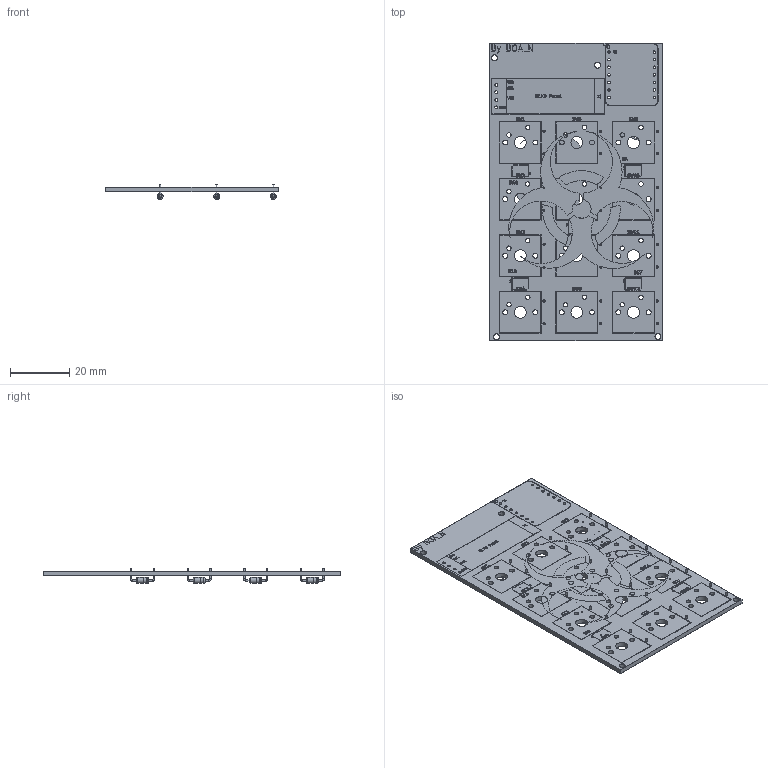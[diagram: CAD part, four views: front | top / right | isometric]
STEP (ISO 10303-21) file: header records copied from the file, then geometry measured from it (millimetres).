
FILE_DESCRIPTION(('KiCad electronic assembly'),'2;1');
FILE_NAME('BioPad.step','2026-01-10T10:27:24',('Pcbnew'),('Kicad'), 'Open CASCADE STEP processor 7.9','KiCad to STEP converter','Unknown' );
FILE_SCHEMA(('AUTOMOTIVE_DESIGN { 1 0 10303 214 1 1 1 1 }'));
Length unit declared in the file: millimetre
Products named in the file (7): BioPad 1; D_DO-35_SOD27_P7.62mm_Horizontal; BioPad_silkscreen; BioPad_soldermask; BioPad_PCB
Assembly tree (17 placements, depth 2):
  BioPad 1
    D_DO-35_SOD27_P7.62mm_Horizontal  x12
    BioPad_silkscreen
    BioPad_silkscreen
    BioPad_soldermask
    BioPad_soldermask
    BioPad_PCB
Bounding box: 57.98 x 100 x 5.01 mm (x, y, z)
Volume: 8507.3 mm3; surface area: 25453.9 mm2
Topology: 25 solids, 158 shells, 456 faces, 4328 edges, 4079 vertices
Faces by surface type: plane 211, cylinder 197, torus 48
Full cylindrical faces by diameter (mm): 0.3 x19, 0.5 x36, 0.8 x24, 0.889 x14, 1 x4, 1.5 x24, 1.7 x24, 2 x28, 2.02 x12, 4 x12
Entity records: 39166 total; most frequent: CARTESIAN_POINT 8287, DIRECTION 6019, ORIENTED_EDGE 4475, EDGE_CURVE 4064, VERTEX_POINT 3925, LINE 2705, VECTOR 2705, AXIS2_PLACEMENT_3D 1657
